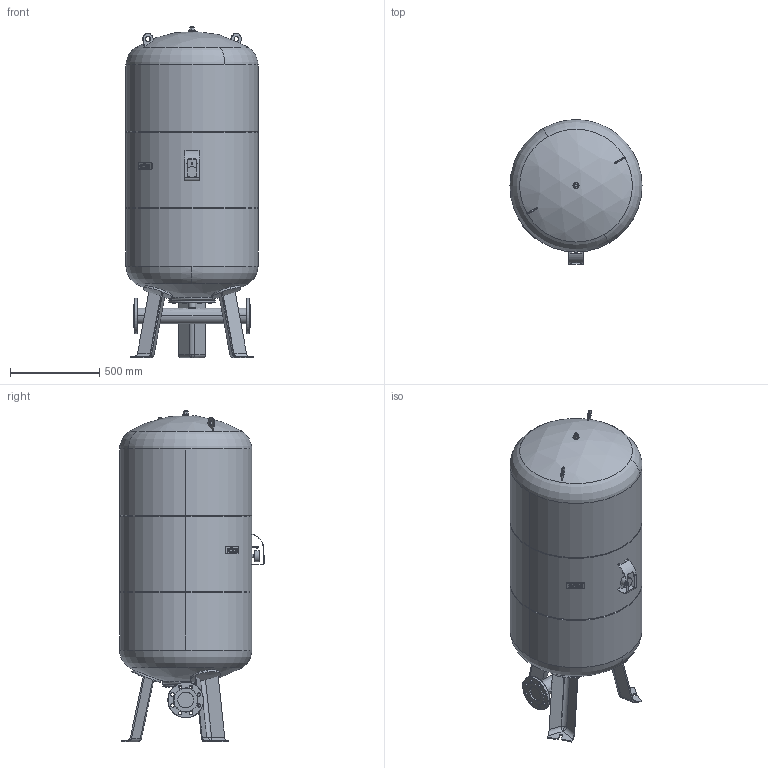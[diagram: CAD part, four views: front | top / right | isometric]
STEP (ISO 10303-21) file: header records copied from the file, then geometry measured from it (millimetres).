
FILE_DESCRIPTION((''),'2;1');
FILE_NAME('3d_DT5600_10bar-7336806.stp','2009-12-29T14:07:21',(''),(''),'Mechanical Desktop 2008','Mechanical Desktop 2008',', , ');
FILE_SCHEMA(('CONFIG_CONTROL_DESIGN'));
Length unit declared in the file: millimetre
Products named in the file (1): Product
Bounding box: 740 x 810.08 x 1859 mm (x, y, z)
Volume: 599131709.9 mm3; surface area: 6832449.3 mm2
Topology: 26 solids, 26 shells, 538 faces, 1275 edges, 810 vertices
Faces by surface type: plane 233, cylinder 163, bspline 65, cone 52, sphere 13, torus 12
Entity records: 17067 total; most frequent: CARTESIAN_POINT 4357, DIRECTION 2707, ORIENTED_EDGE 2524, EDGE_CURVE 1262, AXIS2_PLACEMENT_3D 1004, VERTEX_POINT 808, VECTOR 699, LINE 699
